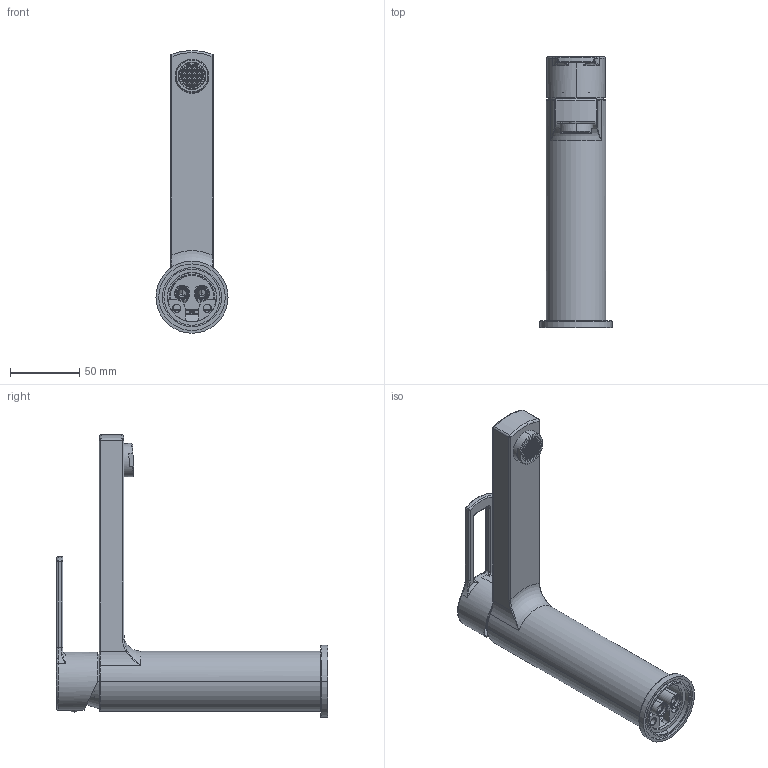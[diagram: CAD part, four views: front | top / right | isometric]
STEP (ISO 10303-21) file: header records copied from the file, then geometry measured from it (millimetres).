
FILE_DESCRIPTION((''),'2;1');
FILE_NAME('RIN074CR','2021-11-05T08:38:50',('ut3'),('PAFFONI SpA'),'CREO PARAMETRIC BY PTC INC, 2020044','CREO PARAMETRIC BY PTC INC, 2020044','');
FILE_SCHEMA(('CONFIG_CONTROL_DESIGN','SHAPE_APPEARANCE_LAYERS_GROUPS'));
Length unit declared in the file: millimetre
Products named in the file (1): RIN074CR
Bounding box: 52 x 196.08 x 203.89 mm (x, y, z)
Volume: 183571.5 mm3; surface area: 121793.4 mm2
Topology: 2 solids, 2 shells, 3329 faces, 9588 edges, 6239 vertices
Faces by surface type: plane 2385, cylinder 517, cone 190, torus 117, bspline 88, sphere 28, extrusion 4
Entity records: 134199 total; most frequent: CARTESIAN_POINT 30274, ORIENTED_EDGE 19160, DIRECTION 18400, EDGE_CURVE 9580, VECTOR 6250, LINE 6246, VERTEX_POINT 6239, AXIS2_PLACEMENT_3D 6075
